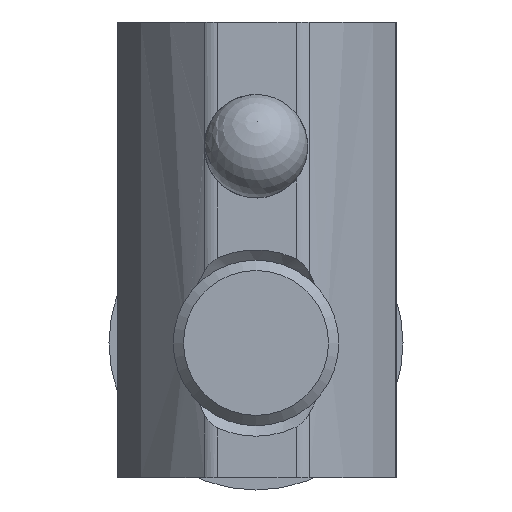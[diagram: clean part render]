
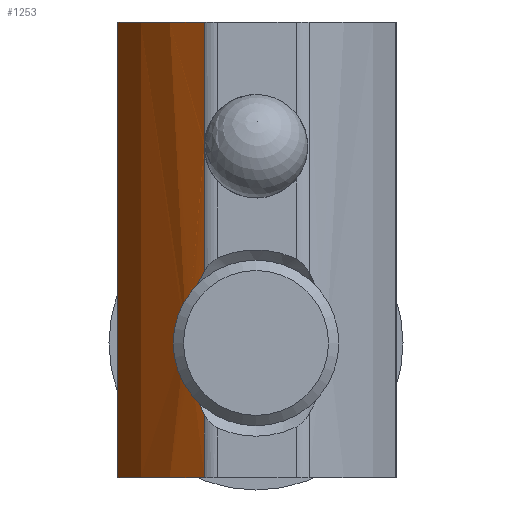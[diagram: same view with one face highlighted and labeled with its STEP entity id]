
A CAD part, front view. The second image highlights one B-rep face of the part: STEP entity #1253.
In plain terms, the highlighted cylindrical face has radius 15 mm (diameter 30 mm), a partial arc.
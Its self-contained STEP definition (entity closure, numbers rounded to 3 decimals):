
#111=B_SPLINE_CURVE_WITH_KNOTS('',3,(#1984,#1985,#1986,#1987,#1988,#1989,
#1990,#1991,#1992,#1993,#1994,#1995,#1996,#1997),.UNSPECIFIED.,.F.,.F.,
(4,2,2,2,2,2,4),(1.534,1.61,1.751,1.892,
2.026,2.16,2.249),.UNSPECIFIED.);
#115=B_SPLINE_CURVE_WITH_KNOTS('',3,(#2044,#2045,#2046,#2047,#2048,#2049,
#2050),.UNSPECIFIED.,.F.,.F.,(4,3,4),(-0.018,0.,0.018),
 .UNSPECIFIED.);
#144=FACE_OUTER_BOUND('',#226,.T.);
#226=EDGE_LOOP('',(#920,#921,#922,#923,#924,#925,#926,#927));
#306=LINE('',#1918,#385);
#330=LINE('',#2156,#409);
#331=LINE('',#2157,#410);
#332=LINE('',#2158,#411);
#385=VECTOR('',#1499,22.);
#409=VECTOR('',#1607,3.034);
#410=VECTOR('',#1608,5.848);
#411=VECTOR('',#1609,5.814);
#481=CIRCLE('',#1349,15.);
#489=CIRCLE('',#1358,15.);
#538=VERTEX_POINT('',#1911);
#541=VERTEX_POINT('',#1916);
#553=VERTEX_POINT('',#1974);
#554=VERTEX_POINT('',#1983);
#560=VERTEX_POINT('',#2042);
#561=VERTEX_POINT('',#2043);
#575=VERTEX_POINT('',#2109);
#587=VERTEX_POINT('',#2136);
#659=EDGE_CURVE('',#538,#541,#306,.T.);
#671=EDGE_CURVE('',#554,#553,#111,.T.);
#678=EDGE_CURVE('',#560,#561,#115,.T.);
#697=EDGE_CURVE('',#538,#575,#481,.T.);
#712=EDGE_CURVE('',#541,#587,#489,.T.);
#722=EDGE_CURVE('',#587,#554,#330,.T.);
#723=EDGE_CURVE('',#553,#560,#331,.T.);
#724=EDGE_CURVE('',#561,#575,#332,.T.);
#920=ORIENTED_EDGE('',*,*,#712,.T.);
#921=ORIENTED_EDGE('',*,*,#722,.T.);
#922=ORIENTED_EDGE('',*,*,#671,.T.);
#923=ORIENTED_EDGE('',*,*,#723,.T.);
#924=ORIENTED_EDGE('',*,*,#678,.T.);
#925=ORIENTED_EDGE('',*,*,#724,.T.);
#926=ORIENTED_EDGE('',*,*,#697,.F.);
#927=ORIENTED_EDGE('',*,*,#659,.T.);
#1179=CYLINDRICAL_SURFACE('',#1365,15.);
#1253=ADVANCED_FACE('',(#144),#1179,.T.);
#1349=AXIS2_PLACEMENT_3D('',#2110,#1559,#1560);
#1358=AXIS2_PLACEMENT_3D('',#2138,#1584,#1585);
#1365=AXIS2_PLACEMENT_3D('',#2155,#1605,#1606);
#1499=DIRECTION('',(0.,0.,-1.));
#1559=DIRECTION('center_axis',(0.,0.,1.));
#1560=DIRECTION('ref_axis',(1.,0.,0.));
#1584=DIRECTION('center_axis',(0.,0.,1.));
#1585=DIRECTION('ref_axis',(1.,0.,0.));
#1605=DIRECTION('center_axis',(0.,0.,-1.));
#1606=DIRECTION('ref_axis',(1.,0.,0.));
#1607=DIRECTION('',(0.,0.,1.));
#1608=DIRECTION('',(0.,0.,1.));
#1609=DIRECTION('',(0.,0.,1.));
#1911=CARTESIAN_POINT('',(-24.772,-2.939,15.5));
#1916=CARTESIAN_POINT('',(-24.772,-2.939,-6.5));
#1918=CARTESIAN_POINT('',(-24.772,-2.939,-6.5));
#1974=CARTESIAN_POINT('',(-20.599,-8.492,3.466));
#1983=CARTESIAN_POINT('',(-20.599,-8.492,-3.466));
#1984=CARTESIAN_POINT('Ctrl Pts',(-20.599,-8.492,-3.466));
#1985=CARTESIAN_POINT('Ctrl Pts',(-20.72,-8.392,-3.255));
#1986=CARTESIAN_POINT('Ctrl Pts',(-20.83,-8.298,-3.038));
#1987=CARTESIAN_POINT('Ctrl Pts',(-21.107,-8.054,-2.417));
#1988=CARTESIAN_POINT('Ctrl Pts',(-21.267,-7.905,-1.95));
#1989=CARTESIAN_POINT('Ctrl Pts',(-21.48,-7.702,-0.977));
#1990=CARTESIAN_POINT('Ctrl Pts',(-21.532,-7.649,-0.47));
#1991=CARTESIAN_POINT('Ctrl Pts',(-21.532,-7.649,0.447));
#1992=CARTESIAN_POINT('Ctrl Pts',(-21.485,-7.697,0.93));
#1993=CARTESIAN_POINT('Ctrl Pts',(-21.291,-7.882,1.861));
#1994=CARTESIAN_POINT('Ctrl Pts',(-21.145,-8.019,2.309));
#1995=CARTESIAN_POINT('Ctrl Pts',(-20.87,-8.263,2.958));
#1996=CARTESIAN_POINT('Ctrl Pts',(-20.743,-8.373,3.215));
#1997=CARTESIAN_POINT('Ctrl Pts',(-20.599,-8.492,3.466));
#2042=CARTESIAN_POINT('',(-20.599,-8.492,9.314));
#2043=CARTESIAN_POINT('',(-20.599,-8.492,9.686));
#2044=CARTESIAN_POINT('Ctrl Pts',(-20.599,-8.492,9.314));
#2045=CARTESIAN_POINT('Ctrl Pts',(-20.603,-8.489,9.377));
#2046=CARTESIAN_POINT('Ctrl Pts',(-20.606,-8.487,9.439));
#2047=CARTESIAN_POINT('Ctrl Pts',(-20.606,-8.487,9.5));
#2048=CARTESIAN_POINT('Ctrl Pts',(-20.606,-8.487,9.561));
#2049=CARTESIAN_POINT('Ctrl Pts',(-20.603,-8.489,9.623));
#2050=CARTESIAN_POINT('Ctrl Pts',(-20.599,-8.492,9.686));
#2109=CARTESIAN_POINT('',(-20.599,-8.492,15.5));
#2110=CARTESIAN_POINT('Origin',(-11.02,3.051,15.5));
#2136=CARTESIAN_POINT('',(-20.599,-8.492,-6.5));
#2138=CARTESIAN_POINT('Origin',(-11.02,3.051,-6.5));
#2155=CARTESIAN_POINT('Origin',(-11.02,3.051,-6.5));
#2156=CARTESIAN_POINT('',(-20.599,-8.492,-6.5));
#2157=CARTESIAN_POINT('',(-20.599,-8.492,-6.5));
#2158=CARTESIAN_POINT('',(-20.599,-8.492,-6.5));
